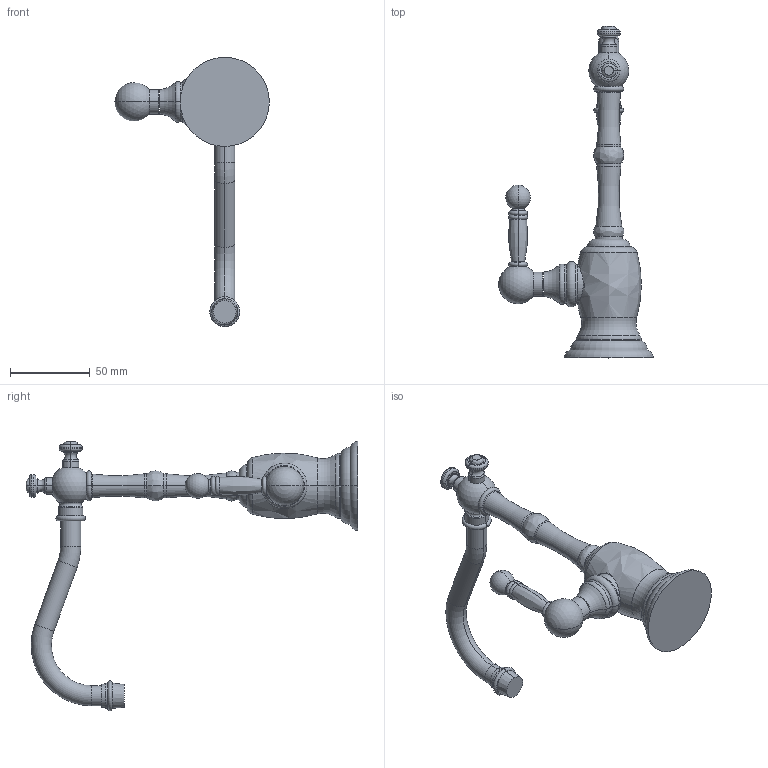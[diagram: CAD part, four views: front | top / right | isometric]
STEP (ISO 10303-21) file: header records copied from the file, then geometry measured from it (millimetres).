
FILE_DESCRIPTION((''),'2;1');
FILE_NAME('108C','2021-04-21T12:17:42',('jinson.thomas'),(''),'CREO PARAMETRIC BY PTC INC, 2018400','CREO PARAMETRIC BY PTC INC, 2018400','');
FILE_SCHEMA(('CONFIG_CONTROL_DESIGN'));
Length unit declared in the file: inch
Products named in the file (1): 108C
Bounding box: 96.98 x 208.14 x 168.99 mm (x, y, z)
Volume: 162599.3 mm3; surface area: 33291.3 mm2
Topology: 1 solids, 1 shells, 155 faces, 322 edges, 180 vertices
Faces by surface type: torus 74, cylinder 38, plane 19, bspline 12, sphere 6, cone 6
Entity records: 4376 total; most frequent: CARTESIAN_POINT 905, DIRECTION 874, ORIENTED_EDGE 636, AXIS2_PLACEMENT_3D 415, EDGE_CURVE 318, CIRCLE 272, VERTEX_POINT 180, EDGE_LOOP 170
